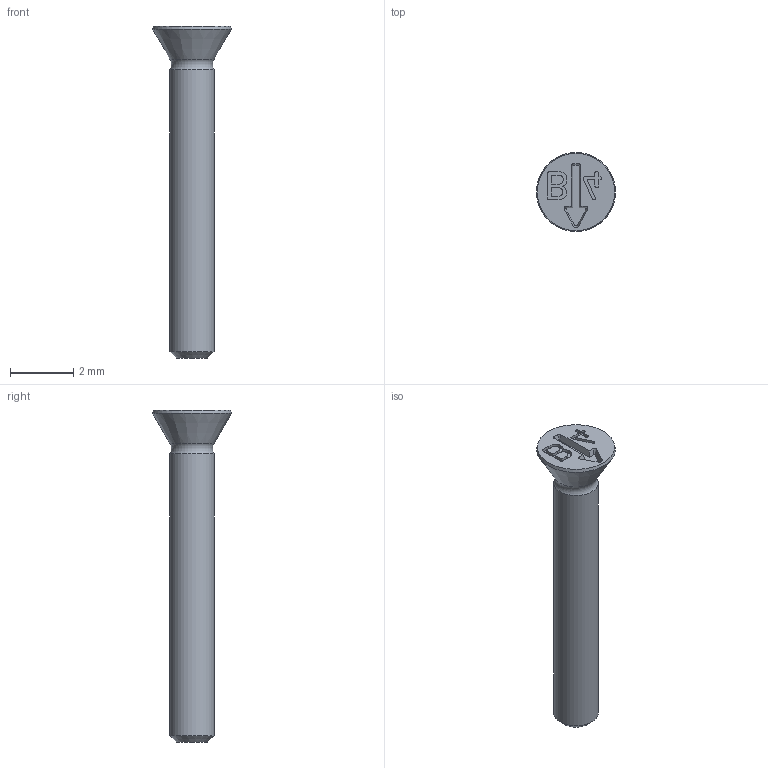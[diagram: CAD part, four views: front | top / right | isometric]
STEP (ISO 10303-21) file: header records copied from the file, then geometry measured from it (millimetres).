
FILE_DESCRIPTION(/* description */ (''),/* implementation_level */ '2;1');
FILE_NAME(/* name */ 'Dati-5000_O$4$Z.stp',/* time_stamp */ '2025-08-25T10:56:15+02:00',/* author */ ('olafg'),/* organization */ (''),/* preprocessor_version */ 'ST-DEVELOPER v20',/* originating_system */ 'Autodesk Inventor 2024',/* authorisation */ '');
FILE_SCHEMA (('AUTOMOTIVE_DESIGN { 1 0 10303 214 3 1 1 }'));
Length unit declared in the file: millimetre
Products named in the file (1): 2004-05-00 Stelleinsatz
Bounding box: 2.5 x 2.5 x 10.5 mm (x, y, z)
Volume: 17.6 mm3; surface area: 56.4 mm2
Topology: 1 solids, 1 shells, 75 faces, 201 edges, 133 vertices
Faces by surface type: plane 35, bspline 29, cone 8, cylinder 2, torus 1
Full cylindrical faces by diameter (mm): 1.4 x2
Entity records: 2581 total; most frequent: CARTESIAN_POINT 840, ORIENTED_EDGE 402, DIRECTION 257, EDGE_CURVE 201, VERTEX_POINT 133, LINE 123, VECTOR 123, EDGE_LOOP 80
